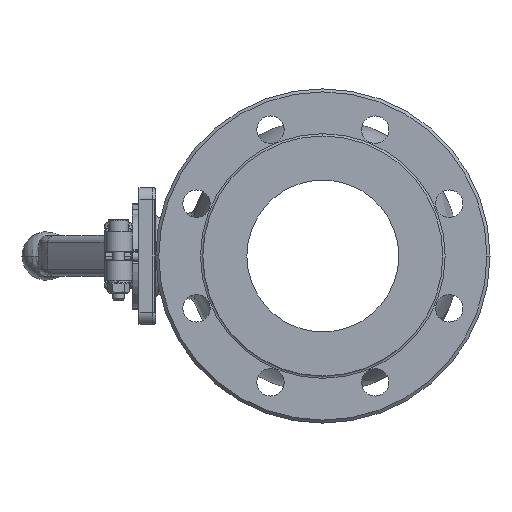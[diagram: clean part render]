
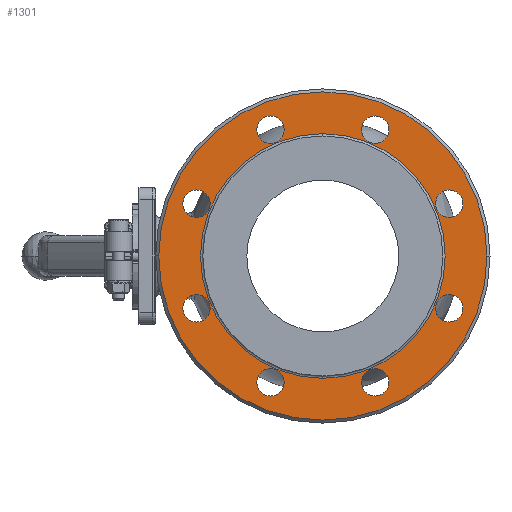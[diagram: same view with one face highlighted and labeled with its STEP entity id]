
A CAD part, left-side view. The second image highlights one B-rep face of the part: STEP entity #1301.
In plain terms, the highlighted planar face has unit normal (-1, 0, 0).
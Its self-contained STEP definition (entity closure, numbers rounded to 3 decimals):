
#1301=ADVANCED_FACE('',(#3208,#3209,#3210,#3211,#3212,#3213,#3214,#3215,#3216,#3217),#3218,.T.);
#3208=FACE_OUTER_BOUND('',#6920,.T.);
#3209=FACE_BOUND('',#6921,.T.);
#3210=FACE_BOUND('',#6922,.T.);
#3211=FACE_BOUND('',#6923,.T.);
#3212=FACE_BOUND('',#6924,.T.);
#3213=FACE_BOUND('',#6925,.T.);
#3214=FACE_BOUND('',#6926,.T.);
#3215=FACE_BOUND('',#6927,.T.);
#3216=FACE_BOUND('',#6928,.T.);
#3217=FACE_BOUND('',#6929,.T.);
#3218=PLANE('',#6930);
#6920=EDGE_LOOP('',(#15316,#15317));
#6921=EDGE_LOOP('',(#15318,#15319));
#6922=EDGE_LOOP('',(#15320,#15321));
#6923=EDGE_LOOP('',(#15322,#15323));
#6924=EDGE_LOOP('',(#15324,#15325));
#6925=EDGE_LOOP('',(#15326,#15327));
#6926=EDGE_LOOP('',(#15328,#15329));
#6927=EDGE_LOOP('',(#15330,#15331));
#6928=EDGE_LOOP('',(#15332,#15333));
#6929=EDGE_LOOP('',(#15334,#15335,#15336));
#6930=AXIS2_PLACEMENT_3D('',#15337,#15338,#15339);
#15316=ORIENTED_EDGE('',*,*,#20610,.F.);
#15317=ORIENTED_EDGE('',*,*,#21392,.F.);
#15318=ORIENTED_EDGE('',*,*,#21393,.T.);
#15319=ORIENTED_EDGE('',*,*,#20679,.T.);
#15320=ORIENTED_EDGE('',*,*,#21394,.T.);
#15321=ORIENTED_EDGE('',*,*,#20684,.T.);
#15322=ORIENTED_EDGE('',*,*,#21395,.T.);
#15323=ORIENTED_EDGE('',*,*,#20689,.T.);
#15324=ORIENTED_EDGE('',*,*,#21396,.T.);
#15325=ORIENTED_EDGE('',*,*,#20694,.T.);
#15326=ORIENTED_EDGE('',*,*,#21397,.T.);
#15327=ORIENTED_EDGE('',*,*,#20699,.T.);
#15328=ORIENTED_EDGE('',*,*,#21398,.T.);
#15329=ORIENTED_EDGE('',*,*,#20704,.T.);
#15330=ORIENTED_EDGE('',*,*,#21399,.T.);
#15331=ORIENTED_EDGE('',*,*,#20709,.T.);
#15332=ORIENTED_EDGE('',*,*,#21400,.T.);
#15333=ORIENTED_EDGE('',*,*,#20714,.T.);
#15334=ORIENTED_EDGE('',*,*,#20731,.F.);
#15335=ORIENTED_EDGE('',*,*,#20730,.F.);
#15336=ORIENTED_EDGE('',*,*,#21389,.F.);
#15337=CARTESIAN_POINT('',(-65.5,93.5,0.));
#15338=DIRECTION('',(-1.0,0.,0.));
#15339=DIRECTION('',(0.,1.0,0.0));
#20610=EDGE_CURVE('',#23562,#23564,#23565,.T.);
#20679=EDGE_CURVE('',#23682,#23686,#23688,.T.);
#20684=EDGE_CURVE('',#23691,#23695,#23697,.T.);
#20689=EDGE_CURVE('',#23700,#23704,#23706,.T.);
#20694=EDGE_CURVE('',#23709,#23713,#23715,.T.);
#20699=EDGE_CURVE('',#23718,#23722,#23724,.T.);
#20704=EDGE_CURVE('',#23727,#23731,#23733,.T.);
#20709=EDGE_CURVE('',#23736,#23740,#23742,.T.);
#20714=EDGE_CURVE('',#23745,#23749,#23751,.T.);
#20730=EDGE_CURVE('',#23777,#23779,#23780,.T.);
#20731=EDGE_CURVE('',#23779,#23774,#23781,.T.);
#21389=EDGE_CURVE('',#23774,#23777,#24759,.T.);
#21392=EDGE_CURVE('',#23564,#23562,#24762,.T.);
#21393=EDGE_CURVE('',#23686,#23682,#24763,.T.);
#21394=EDGE_CURVE('',#23695,#23691,#24764,.T.);
#21395=EDGE_CURVE('',#23704,#23700,#24765,.T.);
#21396=EDGE_CURVE('',#23713,#23709,#24766,.T.);
#21397=EDGE_CURVE('',#23722,#23718,#24767,.T.);
#21398=EDGE_CURVE('',#23731,#23727,#24768,.T.);
#21399=EDGE_CURVE('',#23740,#23736,#24769,.T.);
#21400=EDGE_CURVE('',#23749,#23745,#24770,.T.);
#23562=VERTEX_POINT('',#27877);
#23564=VERTEX_POINT('',#27880);
#23565=CIRCLE('',#27881,108.0);
#23682=VERTEX_POINT('',#28029);
#23686=VERTEX_POINT('',#28034);
#23688=CIRCLE('',#28037,9.0);
#23691=VERTEX_POINT('',#28040);
#23695=VERTEX_POINT('',#28045);
#23697=CIRCLE('',#28048,9.0);
#23700=VERTEX_POINT('',#28051);
#23704=VERTEX_POINT('',#28056);
#23706=CIRCLE('',#28059,9.0);
#23709=VERTEX_POINT('',#28062);
#23713=VERTEX_POINT('',#28067);
#23715=CIRCLE('',#28070,9.0);
#23718=VERTEX_POINT('',#28073);
#23722=VERTEX_POINT('',#28078);
#23724=CIRCLE('',#28081,9.0);
#23727=VERTEX_POINT('',#28084);
#23731=VERTEX_POINT('',#28089);
#23733=CIRCLE('',#28092,9.0);
#23736=VERTEX_POINT('',#28095);
#23740=VERTEX_POINT('',#28100);
#23742=CIRCLE('',#28103,9.0);
#23745=VERTEX_POINT('',#28106);
#23749=VERTEX_POINT('',#28111);
#23751=CIRCLE('',#28114,9.0);
#23774=VERTEX_POINT('',#28141);
#23777=VERTEX_POINT('',#28144);
#23779=VERTEX_POINT('',#28146);
#23780=CIRCLE('',#28147,80.5);
#23781=CIRCLE('',#28148,80.5);
#24759=CIRCLE('',#29961,80.5);
#24762=CIRCLE('',#29964,108.0);
#24763=CIRCLE('',#29965,9.0);
#24764=CIRCLE('',#29966,9.0);
#24765=CIRCLE('',#29967,9.0);
#24766=CIRCLE('',#29968,9.0);
#24767=CIRCLE('',#29969,9.0);
#24768=CIRCLE('',#29970,9.0);
#24769=CIRCLE('',#29971,9.0);
#24770=CIRCLE('',#29972,9.0);
#27877=CARTESIAN_POINT('',(-65.5,108.0,0.));
#27880=CARTESIAN_POINT('',(-65.5,-108.0,0.));
#27881=AXIS2_PLACEMENT_3D('',#39265,#39266,#39267);
#28029=CARTESIAN_POINT('',(-65.5,83.149,25.442));
#28034=CARTESIAN_POINT('',(-65.5,83.149,43.442));
#28037=AXIS2_PLACEMENT_3D('',#39383,#39384,#39385);
#28040=CARTESIAN_POINT('',(-65.5,-34.442,74.149));
#28045=CARTESIAN_POINT('',(-65.5,-34.442,92.149));
#28048=AXIS2_PLACEMENT_3D('',#39391,#39392,#39393);
#28051=CARTESIAN_POINT('',(-65.5,-83.149,-43.442));
#28056=CARTESIAN_POINT('',(-65.5,-83.149,-25.442));
#28059=AXIS2_PLACEMENT_3D('',#39399,#39400,#39401);
#28062=CARTESIAN_POINT('',(-65.5,34.442,-92.149));
#28067=CARTESIAN_POINT('',(-65.5,34.442,-74.149));
#28070=AXIS2_PLACEMENT_3D('',#39407,#39408,#39409);
#28073=CARTESIAN_POINT('',(-65.5,83.149,-43.442));
#28078=CARTESIAN_POINT('',(-65.5,83.149,-25.442));
#28081=AXIS2_PLACEMENT_3D('',#39415,#39416,#39417);
#28084=CARTESIAN_POINT('',(-65.5,-34.442,-92.149));
#28089=CARTESIAN_POINT('',(-65.5,-34.442,-74.149));
#28092=AXIS2_PLACEMENT_3D('',#39423,#39424,#39425);
#28095=CARTESIAN_POINT('',(-65.5,-83.149,25.442));
#28100=CARTESIAN_POINT('',(-65.5,-83.149,43.442));
#28103=AXIS2_PLACEMENT_3D('',#39431,#39432,#39433);
#28106=CARTESIAN_POINT('',(-65.5,34.442,74.149));
#28111=CARTESIAN_POINT('',(-65.5,34.442,92.149));
#28114=AXIS2_PLACEMENT_3D('',#39439,#39440,#39441);
#28141=CARTESIAN_POINT('',(-65.5,0.,-80.5));
#28144=CARTESIAN_POINT('',(-65.5,0.,80.5));
#28146=CARTESIAN_POINT('',(-65.5,80.5,0.));
#28147=AXIS2_PLACEMENT_3D('',#39470,#39471,#39472);
#28148=AXIS2_PLACEMENT_3D('',#39473,#39474,#39475);
#29961=AXIS2_PLACEMENT_3D('',#40370,#40371,#40372);
#29964=AXIS2_PLACEMENT_3D('',#40376,#40377,#40378);
#29965=AXIS2_PLACEMENT_3D('',#40379,#40380,#40381);
#29966=AXIS2_PLACEMENT_3D('',#40382,#40383,#40384);
#29967=AXIS2_PLACEMENT_3D('',#40385,#40386,#40387);
#29968=AXIS2_PLACEMENT_3D('',#40388,#40389,#40390);
#29969=AXIS2_PLACEMENT_3D('',#40391,#40392,#40393);
#29970=AXIS2_PLACEMENT_3D('',#40394,#40395,#40396);
#29971=AXIS2_PLACEMENT_3D('',#40397,#40398,#40399);
#29972=AXIS2_PLACEMENT_3D('',#40400,#40401,#40402);
#39265=CARTESIAN_POINT('',(-65.5,0.,0.));
#39266=DIRECTION('',(1.0,0.,0.));
#39267=DIRECTION('',(0.,1.0,0.));
#39383=CARTESIAN_POINT('',(-65.5,83.149,34.442));
#39384=DIRECTION('',(1.0,0.,0.));
#39385=DIRECTION('',(0.,0.,-1.0));
#39391=CARTESIAN_POINT('',(-65.5,-34.442,83.149));
#39392=DIRECTION('',(1.0,0.,0.));
#39393=DIRECTION('',(0.,0.,-1.0));
#39399=CARTESIAN_POINT('',(-65.5,-83.149,-34.442));
#39400=DIRECTION('',(1.0,0.,0.));
#39401=DIRECTION('',(0.,0.,-1.0));
#39407=CARTESIAN_POINT('',(-65.5,34.442,-83.149));
#39408=DIRECTION('',(1.0,0.,0.));
#39409=DIRECTION('',(0.,0.,-1.0));
#39415=CARTESIAN_POINT('',(-65.5,83.149,-34.442));
#39416=DIRECTION('',(1.0,0.,0.));
#39417=DIRECTION('',(0.,0.,-1.0));
#39423=CARTESIAN_POINT('',(-65.5,-34.442,-83.149));
#39424=DIRECTION('',(1.0,0.,0.));
#39425=DIRECTION('',(0.,0.,-1.0));
#39431=CARTESIAN_POINT('',(-65.5,-83.149,34.442));
#39432=DIRECTION('',(1.0,0.,0.));
#39433=DIRECTION('',(0.,0.,-1.0));
#39439=CARTESIAN_POINT('',(-65.5,34.442,83.149));
#39440=DIRECTION('',(1.0,0.,0.));
#39441=DIRECTION('',(0.,0.,-1.0));
#39470=CARTESIAN_POINT('',(-65.5,0.,0.));
#39471=DIRECTION('',(-1.0,0.,0.));
#39472=DIRECTION('',(0.,-1.0,0.));
#39473=CARTESIAN_POINT('',(-65.5,0.,0.));
#39474=DIRECTION('',(-1.0,0.,0.));
#39475=DIRECTION('',(0.,-1.0,0.));
#40370=CARTESIAN_POINT('',(-65.5,0.,0.));
#40371=DIRECTION('',(-1.0,0.,0.));
#40372=DIRECTION('',(0.,-1.0,0.));
#40376=CARTESIAN_POINT('',(-65.5,0.,0.));
#40377=DIRECTION('',(1.0,0.,0.));
#40378=DIRECTION('',(0.,1.0,0.));
#40379=CARTESIAN_POINT('',(-65.5,83.149,34.442));
#40380=DIRECTION('',(1.0,0.,0.));
#40381=DIRECTION('',(0.,0.,-1.0));
#40382=CARTESIAN_POINT('',(-65.5,-34.442,83.149));
#40383=DIRECTION('',(1.0,0.,0.));
#40384=DIRECTION('',(0.,0.,-1.0));
#40385=CARTESIAN_POINT('',(-65.5,-83.149,-34.442));
#40386=DIRECTION('',(1.0,0.,0.));
#40387=DIRECTION('',(0.,0.,-1.0));
#40388=CARTESIAN_POINT('',(-65.5,34.442,-83.149));
#40389=DIRECTION('',(1.0,0.,0.));
#40390=DIRECTION('',(0.,0.,-1.0));
#40391=CARTESIAN_POINT('',(-65.5,83.149,-34.442));
#40392=DIRECTION('',(1.0,0.,0.));
#40393=DIRECTION('',(0.,0.,-1.0));
#40394=CARTESIAN_POINT('',(-65.5,-34.442,-83.149));
#40395=DIRECTION('',(1.0,0.,0.));
#40396=DIRECTION('',(0.,0.,-1.0));
#40397=CARTESIAN_POINT('',(-65.5,-83.149,34.442));
#40398=DIRECTION('',(1.0,0.,0.));
#40399=DIRECTION('',(0.,0.,-1.0));
#40400=CARTESIAN_POINT('',(-65.5,34.442,83.149));
#40401=DIRECTION('',(1.0,0.,0.));
#40402=DIRECTION('',(0.,0.,-1.0));
